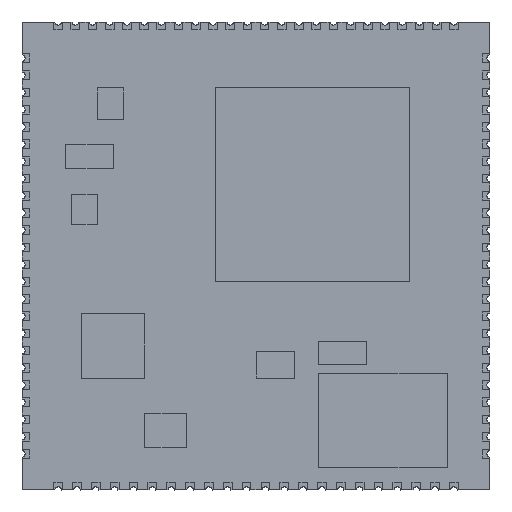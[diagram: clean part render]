
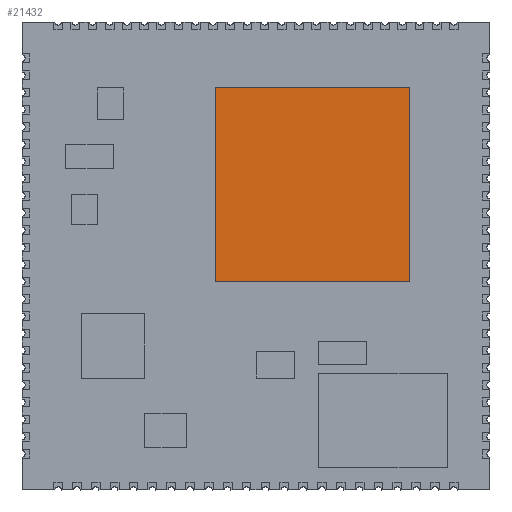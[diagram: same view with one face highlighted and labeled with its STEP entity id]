
A CAD part, top view. The second image highlights one B-rep face of the part: STEP entity #21432.
In plain terms, the highlighted planar face has unit normal (0, 0, 1).
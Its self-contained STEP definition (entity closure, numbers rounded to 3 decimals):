
#1678=FACE_OUTER_BOUND('',#2866,.T.);
#2866=EDGE_LOOP('',(#19108,#19109,#19110,#19111));
#5598=LINE('',#34463,#8350);
#5601=LINE('',#34469,#8353);
#5604=LINE('',#34475,#8356);
#5607=LINE('',#34479,#8359);
#8350=VECTOR('',#28377,10.);
#8353=VECTOR('',#28382,10.);
#8356=VECTOR('',#28387,10.);
#8359=VECTOR('',#28392,10.);
#10322=VERTEX_POINT('',#34460);
#10323=VERTEX_POINT('',#34462);
#10325=VERTEX_POINT('',#34468);
#10327=VERTEX_POINT('',#34474);
#13250=EDGE_CURVE('',#10323,#10322,#5598,.T.);
#13253=EDGE_CURVE('',#10325,#10323,#5601,.T.);
#13256=EDGE_CURVE('',#10327,#10325,#5604,.T.);
#13259=EDGE_CURVE('',#10322,#10327,#5607,.T.);
#19108=ORIENTED_EDGE('',*,*,#13259,.T.);
#19109=ORIENTED_EDGE('',*,*,#13256,.T.);
#19110=ORIENTED_EDGE('',*,*,#13253,.T.);
#19111=ORIENTED_EDGE('',*,*,#13250,.T.);
#20244=PLANE('',#22925);
#21432=ADVANCED_FACE('',(#1678),#20244,.T.);
#22925=AXIS2_PLACEMENT_3D('',#34480,#28393,#28394);
#28377=DIRECTION('',(0.,-1.,0.));
#28382=DIRECTION('',(-1.,0.,0.));
#28387=DIRECTION('',(0.,1.,0.));
#28392=DIRECTION('',(1.,0.,0.));
#28393=DIRECTION('center_axis',(0.,0.,1.));
#28394=DIRECTION('ref_axis',(1.,0.,0.));
#34460=CARTESIAN_POINT('',(-2.565,-1.612,1.75));
#34462=CARTESIAN_POINT('',(-2.565,10.638,1.75));
#34463=CARTESIAN_POINT('',(-2.565,-1.612,1.75));
#34468=CARTESIAN_POINT('',(9.685,10.638,1.75));
#34469=CARTESIAN_POINT('',(-2.565,10.638,1.75));
#34474=CARTESIAN_POINT('',(9.685,-1.612,1.75));
#34475=CARTESIAN_POINT('',(9.685,10.638,1.75));
#34479=CARTESIAN_POINT('',(9.685,-1.612,1.75));
#34480=CARTESIAN_POINT('Origin',(3.56,4.513,1.75));
